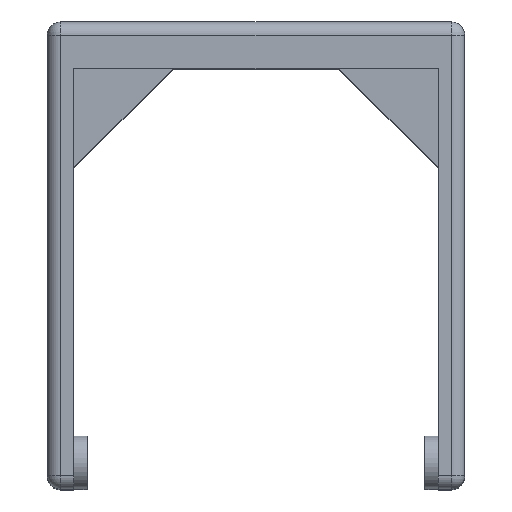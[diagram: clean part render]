
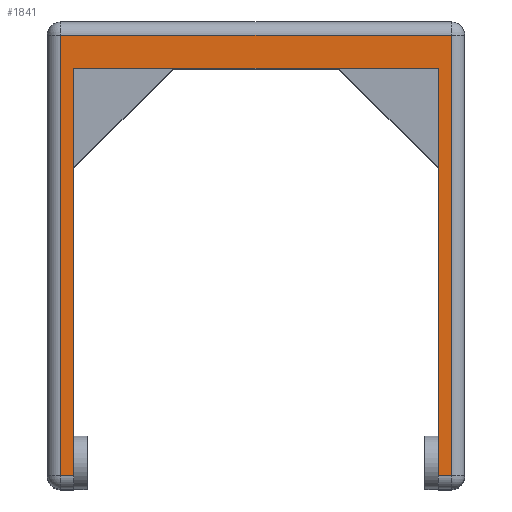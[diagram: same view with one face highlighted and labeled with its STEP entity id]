
A CAD part, top view. The second image highlights one B-rep face of the part: STEP entity #1841.
In plain terms, the highlighted planar face has unit normal (0, 0, 1).
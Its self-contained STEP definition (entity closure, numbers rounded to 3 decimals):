
#2 = ORIENTED_EDGE ( 'NONE', *, *, #1139, .T. ) ;
#88 = ORIENTED_EDGE ( 'NONE', *, *, #1992, .T. ) ;
#260 = CARTESIAN_POINT ( 'NONE',  ( 29.5, 2., 6. ) ) ;
#281 = CARTESIAN_POINT ( 'NONE',  ( 29.5, 70.5, 6. ) ) ;
#302 = CARTESIAN_POINT ( 'NONE',  ( -31.5, 68.5, 6. ) ) ;
#381 = CARTESIAN_POINT ( 'NONE',  ( 27.5, 63.5, 6. ) ) ;
#504 = VECTOR ( 'NONE', #3302, 1000. ) ;
#505 = VERTEX_POINT ( 'NONE', #830 ) ;
#525 = ORIENTED_EDGE ( 'NONE', *, *, #2522, .T. ) ;
#551 = LINE ( 'NONE', #281, #878 ) ;
#637 = VECTOR ( 'NONE', #3511, 1000. ) ;
#753 = DIRECTION ( 'NONE',  ( 0., -1., 0. ) ) ;
#826 = CARTESIAN_POINT ( 'NONE',  ( -29.5, 68.5, 6. ) ) ;
#830 = CARTESIAN_POINT ( 'NONE',  ( 27.5, 2., 6. ) ) ;
#878 = VECTOR ( 'NONE', #1464, 1000. ) ;
#889 = DIRECTION ( 'NONE',  ( 1., 0., 0. ) ) ;
#910 = DIRECTION ( 'NONE',  ( 0., 0., -1. ) ) ;
#940 = CARTESIAN_POINT ( 'NONE',  ( -27.5, 2., 6. ) ) ;
#1067 = EDGE_CURVE ( 'NONE', #505, #2320, #2446, .T. ) ;
#1079 = VERTEX_POINT ( 'NONE', #940 ) ;
#1121 = AXIS2_PLACEMENT_3D ( 'NONE', #3287, #910, #2436 ) ;
#1139 = EDGE_CURVE ( 'NONE', #1158, #3588, #3140, .T. ) ;
#1158 = VERTEX_POINT ( 'NONE', #826 ) ;
#1280 = PLANE ( 'NONE',  #1121 ) ;
#1464 = DIRECTION ( 'NONE',  ( 0., 1., 0. ) ) ;
#1587 = EDGE_LOOP ( 'NONE', ( #2121, #2, #88, #3712, #3368, #3743, #1819, #525 ) ) ;
#1628 = VERTEX_POINT ( 'NONE', #3724 ) ;
#1744 = LINE ( 'NONE', #2332, #637 ) ;
#1777 = EDGE_CURVE ( 'NONE', #2320, #1628, #3235, .T. ) ;
#1819 = ORIENTED_EDGE ( 'NONE', *, *, #2299, .T. ) ;
#1841 = ADVANCED_FACE ( 'NONE', ( #3484 ), #1280, .F. ) ;
#1880 = CARTESIAN_POINT ( 'NONE',  ( -31.5, 2., 6. ) ) ;
#1992 = EDGE_CURVE ( 'NONE', #3588, #1079, #2123, .T. ) ;
#2034 = DIRECTION ( 'NONE',  ( -1., 0., 0. ) ) ;
#2095 = VECTOR ( 'NONE', #753, 1000. ) ;
#2121 = ORIENTED_EDGE ( 'NONE', *, *, #2292, .T. ) ;
#2123 = LINE ( 'NONE', #1880, #504 ) ;
#2170 = CARTESIAN_POINT ( 'NONE',  ( -29.5, 2., 6. ) ) ;
#2189 = CARTESIAN_POINT ( 'NONE',  ( 29.5, 68.5, 6. ) ) ;
#2285 = VECTOR ( 'NONE', #2402, 1000. ) ;
#2292 = EDGE_CURVE ( 'NONE', #2938, #1158, #3257, .T. ) ;
#2299 = EDGE_CURVE ( 'NONE', #505, #2815, #3474, .T. ) ;
#2320 = VERTEX_POINT ( 'NONE', #381 ) ;
#2332 = CARTESIAN_POINT ( 'NONE',  ( -27.5, 63.5, 6. ) ) ;
#2352 = CARTESIAN_POINT ( 'NONE',  ( -31.5, 2., 6. ) ) ;
#2402 = DIRECTION ( 'NONE',  ( 0., 1., 0. ) ) ;
#2436 = DIRECTION ( 'NONE',  ( -1., 0., 0. ) ) ;
#2446 = LINE ( 'NONE', #3087, #2285 ) ;
#2522 = EDGE_CURVE ( 'NONE', #2815, #2938, #551, .T. ) ;
#2720 = VECTOR ( 'NONE', #2968, 1000. ) ;
#2815 = VERTEX_POINT ( 'NONE', #260 ) ;
#2905 = VECTOR ( 'NONE', #2034, 1000. ) ;
#2938 = VERTEX_POINT ( 'NONE', #2189 ) ;
#2968 = DIRECTION ( 'NONE',  ( -1., 0., 0. ) ) ;
#3037 = VECTOR ( 'NONE', #889, 1000. ) ;
#3087 = CARTESIAN_POINT ( 'NONE',  ( 27.5, 63.5, 6. ) ) ;
#3140 = LINE ( 'NONE', #3162, #2095 ) ;
#3146 = EDGE_CURVE ( 'NONE', #1628, #1079, #1744, .T. ) ;
#3162 = CARTESIAN_POINT ( 'NONE',  ( -29.5, 70.5, 6. ) ) ;
#3235 = LINE ( 'NONE', #3496, #2905 ) ;
#3257 = LINE ( 'NONE', #302, #2720 ) ;
#3287 = CARTESIAN_POINT ( 'NONE',  ( -31.5, 70.5, 6. ) ) ;
#3302 = DIRECTION ( 'NONE',  ( 1., 0., 0. ) ) ;
#3368 = ORIENTED_EDGE ( 'NONE', *, *, #1777, .F. ) ;
#3474 = LINE ( 'NONE', #2352, #3037 ) ;
#3484 = FACE_OUTER_BOUND ( 'NONE', #1587, .T. ) ;
#3496 = CARTESIAN_POINT ( 'NONE',  ( -27.5, 63.5, 6. ) ) ;
#3511 = DIRECTION ( 'NONE',  ( 0., -1., 0. ) ) ;
#3588 = VERTEX_POINT ( 'NONE', #2170 ) ;
#3712 = ORIENTED_EDGE ( 'NONE', *, *, #3146, .F. ) ;
#3724 = CARTESIAN_POINT ( 'NONE',  ( -27.5, 63.5, 6. ) ) ;
#3743 = ORIENTED_EDGE ( 'NONE', *, *, #1067, .F. ) ;
